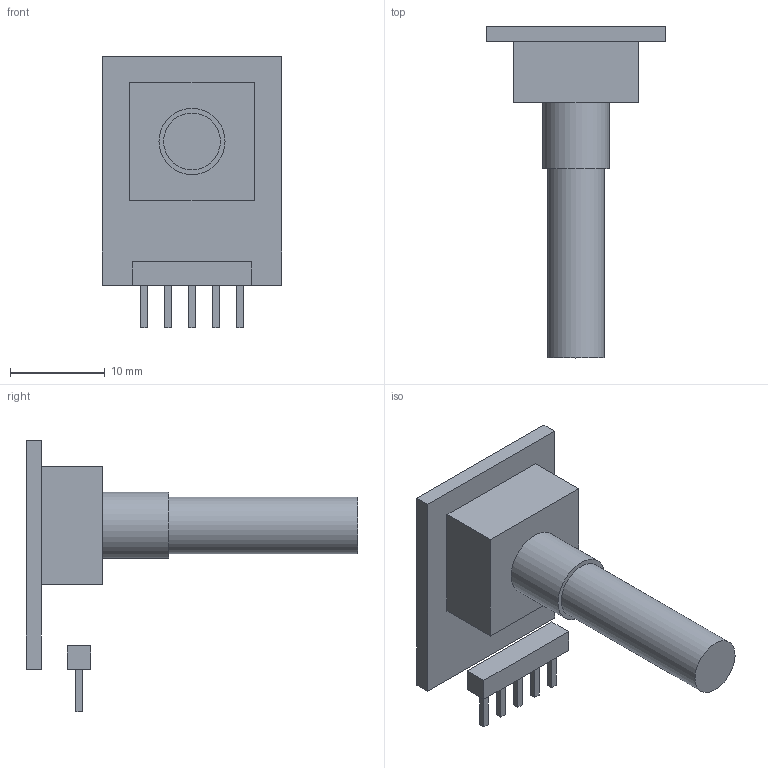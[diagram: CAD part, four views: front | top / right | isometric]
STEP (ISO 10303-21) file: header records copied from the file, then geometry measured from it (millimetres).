
FILE_DESCRIPTION(/* description */ (''),/* implementation_level */ '2;1');
FILE_NAME(/* name */ 'PEC11R-DB-SM v3.step',/* time_stamp */ '2022-07-01T14:33:50-07:00',/* author */ (''),/* organization */ (''),/* preprocessor_version */ 'ST-DEVELOPER v19',/* originating_system */ 'Autodesk Translation Framework v11.7.0.108',/* authorisation */ '');
FILE_SCHEMA (('AUTOMOTIVE_DESIGN { 1 0 10303 214 3 1 1 }'));
Length unit declared in the file: millimetre
Products named in the file (1): PEC11R-DB-SM
Bounding box: 19 x 35.1 x 28.7 mm (x, y, z)
Volume: 2730.1 mm3; surface area: 2509.7 mm2
Topology: 9 solids, 9 shells, 53 faces, 102 edges, 68 vertices
Faces by surface type: plane 51, cylinder 2
Full cylindrical faces by diameter (mm): 6 x1, 7 x1
Entity records: 1373 total; most frequent: CARTESIAN_POINT 224, DIRECTION 214, ORIENTED_EDGE 204, EDGE_CURVE 102, LINE 98, VECTOR 98, VERTEX_POINT 68, AXIS2_PLACEMENT_3D 58
